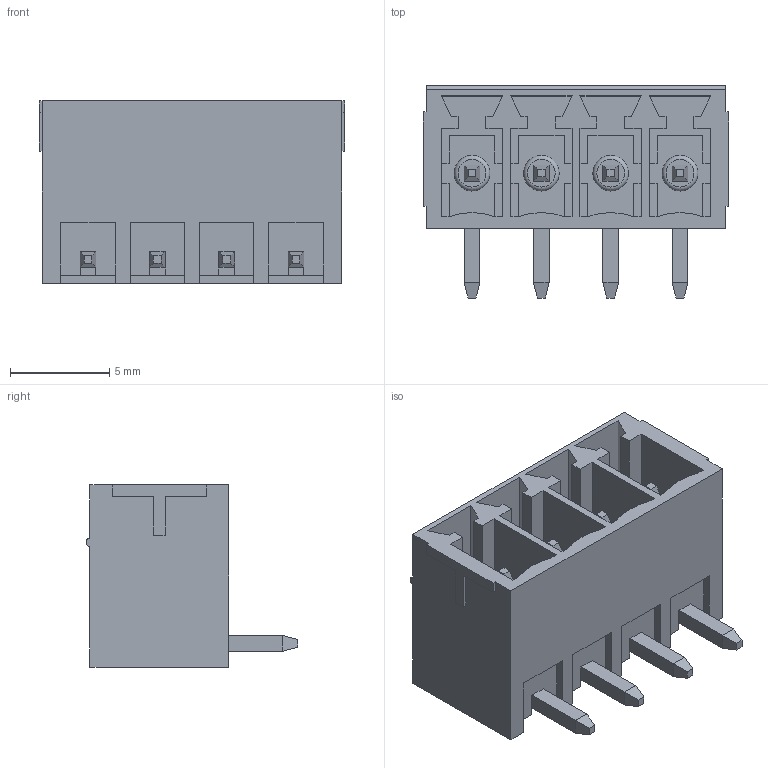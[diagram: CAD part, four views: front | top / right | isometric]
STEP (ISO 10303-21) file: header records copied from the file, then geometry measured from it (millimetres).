
FILE_DESCRIPTION( ( 'Unknown' ), '1' );
FILE_NAME( '691322110004.stp', 'Unknown', ( 'Unknown' ), ( 'Unknown' ), 'PSStep 18.0.17', 'Unknown', ' ' );
FILE_SCHEMA( ( 'AUTOMOTIVE_DESIGN { 1 0 10303 214 1 1 1 1 }' ) );
Length unit declared in the file: millimetre
Products named in the file (3): Assem1; 6913221100xx_PIN; 691322110004
Assembly tree (5 placements, depth 2):
  Assem1
    6913221100xx_PIN  x4
    691322110004
Bounding box: 15.4 x 10.7 x 9.2 mm (x, y, z)
Volume: 470.6 mm3; surface area: 1583.1 mm2
Topology: 5 solids, 5 shells, 256 faces, 686 edges, 444 vertices
Faces by surface type: plane 239, cylinder 13, torus 4
Full cylindrical faces by diameter (mm): 1.8 x4
Entity records: 8123 total; most frequent: CARTESIAN_POINT 1148, ORIENTED_EDGE 1126, DIRECTION 1009, EDGE_CURVE 563, LINE 539, VECTOR 539, VERTEX_POINT 374, AXIS2_PLACEMENT_3D 235
